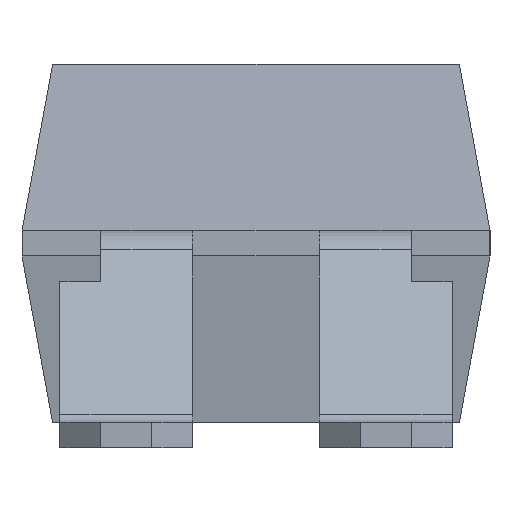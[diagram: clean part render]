
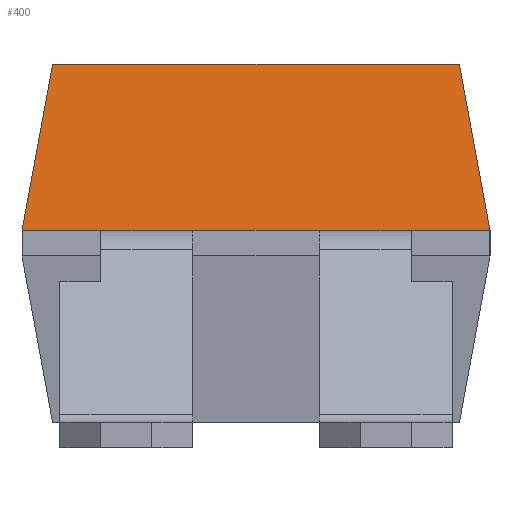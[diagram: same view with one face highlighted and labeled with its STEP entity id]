
A CAD part, left-side view. The second image highlights one B-rep face of the part: STEP entity #400.
In plain terms, the highlighted planar face has unit normal (-0.988, 0, 0.152).
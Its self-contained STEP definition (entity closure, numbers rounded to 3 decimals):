
#400 = ADVANCED_FACE( '', ( #844 ), #845, .T. );
#844 = FACE_OUTER_BOUND( '', #1364, .T. );
#845 = PLANE( '', #1365 );
#1364 = EDGE_LOOP( '', ( #2434, #2435, #2436, #2437, #2438, #2439, #2440, #2441 ) );
#1365 = AXIS2_PLACEMENT_3D( '', #2442, #2443, #2444 );
#2434 = ORIENTED_EDGE( '', *, *, #3705, .T. );
#2435 = ORIENTED_EDGE( '', *, *, #3640, .T. );
#2436 = ORIENTED_EDGE( '', *, *, #3620, .F. );
#2437 = ORIENTED_EDGE( '', *, *, #3367, .F. );
#2438 = ORIENTED_EDGE( '', *, *, #3699, .F. );
#2439 = ORIENTED_EDGE( '', *, *, #3510, .F. );
#2440 = ORIENTED_EDGE( '', *, *, #3493, .F. );
#2441 = ORIENTED_EDGE( '', *, *, #3471, .F. );
#2442 = CARTESIAN_POINT( '', ( -3.25, -2.29, 0.125 ) );
#2443 = DIRECTION( '', ( -0.988, 0., 0.152 ) );
#2444 = DIRECTION( '', ( 0.152, 0., 0.988 ) );
#3367 = EDGE_CURVE( '', #3981, #3983, #3984, .T. );
#3471 = EDGE_CURVE( '', #4167, #4168, #4169, .T. );
#3493 = EDGE_CURVE( '', #4168, #4201, #4202, .T. );
#3510 = EDGE_CURVE( '', #4201, #4228, #4229, .T. );
#3620 = EDGE_CURVE( '', #3983, #4354, #4398, .T. );
#3640 = EDGE_CURVE( '', #4426, #4354, #4428, .T. );
#3699 = EDGE_CURVE( '', #4228, #3981, #4509, .T. );
#3705 = EDGE_CURVE( '', #4167, #4426, #4516, .T. );
#3981 = VERTEX_POINT( '', #4917 );
#3983 = VERTEX_POINT( '', #4920 );
#3984 = LINE( '', #4921, #4922 );
#4167 = VERTEX_POINT( '', #5246 );
#4168 = VERTEX_POINT( '', #5247 );
#4169 = LINE( '', #5248, #5249 );
#4201 = VERTEX_POINT( '', #5302 );
#4202 = LINE( '', #5303, #5304 );
#4228 = VERTEX_POINT( '', #5364 );
#4229 = LINE( '', #5365, #5366 );
#4354 = VERTEX_POINT( '', #5616 );
#4398 = LINE( '', #5691, #5692 );
#4426 = VERTEX_POINT( '', #5751 );
#4428 = LINE( '', #5754, #5755 );
#4509 = LINE( '', #5914, #5915 );
#4516 = LINE( '', #5925, #5926 );
#4917 = CARTESIAN_POINT( '', ( -3.25, 0.62, 0.125 ) );
#4920 = CARTESIAN_POINT( '', ( -3.25, 1.52, 0.125 ) );
#4921 = CARTESIAN_POINT( '', ( -3.25, -2.29, 0.125 ) );
#4922 = VECTOR( '', #6564, 1000. );
#5246 = CARTESIAN_POINT( '', ( -3., -1.99, 1.75 ) );
#5247 = CARTESIAN_POINT( '', ( -3.25, -2.29, 0.125 ) );
#5248 = CARTESIAN_POINT( '', ( -3.25, -2.29, 0.125 ) );
#5249 = VECTOR( '', #6669, 1000. );
#5302 = CARTESIAN_POINT( '', ( -3.25, -1.52, 0.125 ) );
#5303 = CARTESIAN_POINT( '', ( -3.25, -2.29, 0.125 ) );
#5304 = VECTOR( '', #6685, 1000. );
#5364 = CARTESIAN_POINT( '', ( -3.25, -0.62, 0.125 ) );
#5365 = CARTESIAN_POINT( '', ( -3.25, -2.29, 0.125 ) );
#5366 = VECTOR( '', #6696, 1000. );
#5616 = CARTESIAN_POINT( '', ( -3.25, 2.29, 0.125 ) );
#5691 = CARTESIAN_POINT( '', ( -3.25, -2.29, 0.125 ) );
#5692 = VECTOR( '', #6754, 1000. );
#5751 = CARTESIAN_POINT( '', ( -3., 1.99, 1.75 ) );
#5754 = CARTESIAN_POINT( '', ( -3.127, 2.142, 0.924 ) );
#5755 = VECTOR( '', #6762, 1000. );
#5914 = CARTESIAN_POINT( '', ( -3.25, -2.29, 0.125 ) );
#5915 = VECTOR( '', #6794, 1000. );
#5925 = CARTESIAN_POINT( '', ( -3., -2.29, 1.75 ) );
#5926 = VECTOR( '', #6798, 1000. );
#6564 = DIRECTION( '', ( 0., 1., 0. ) );
#6669 = DIRECTION( '', ( -0.15, -0.18, -0.972 ) );
#6685 = DIRECTION( '', ( 0., 1., 0. ) );
#6696 = DIRECTION( '', ( 0., 1., 0. ) );
#6754 = DIRECTION( '', ( 0., 1., 0. ) );
#6762 = DIRECTION( '', ( -0.15, 0.18, -0.972 ) );
#6794 = DIRECTION( '', ( 0., 1., 0. ) );
#6798 = DIRECTION( '', ( 0., 1., 0. ) );
